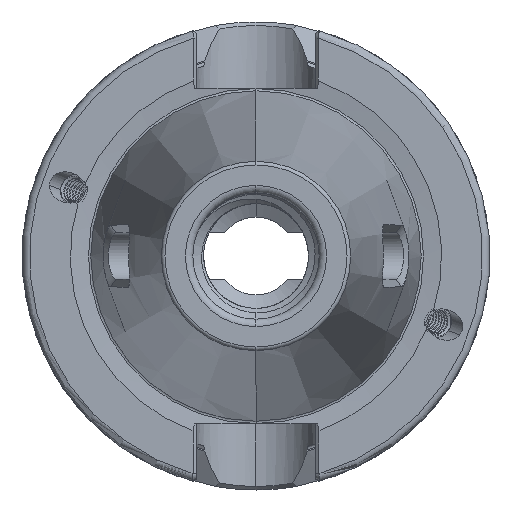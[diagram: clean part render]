
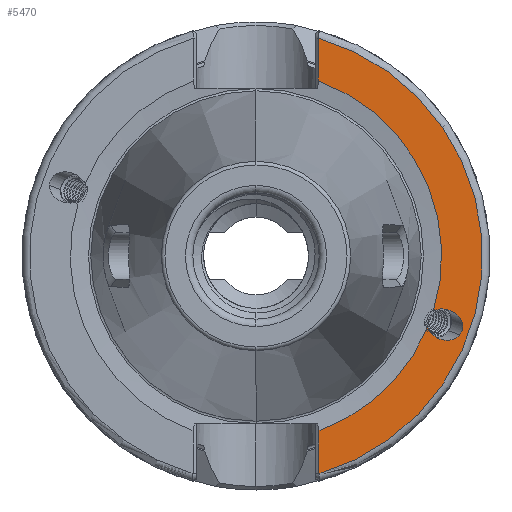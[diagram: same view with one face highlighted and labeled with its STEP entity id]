
A CAD part, left-side view. The second image highlights one B-rep face of the part: STEP entity #5470.
In plain terms, the highlighted planar face has unit normal (-1, 0, 0).
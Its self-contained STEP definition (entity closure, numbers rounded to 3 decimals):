
#2921 = CARTESIAN_POINT ( 'NONE',  ( 0., -23.056, -9.673 ) ) ;
#2933 = CARTESIAN_POINT ( 'NONE',  ( 0., -27.425, -10.605 ) ) ;
#3372 = DIRECTION ( 'NONE',  ( 0., 0., -1. ) ) ;
#3383 = CARTESIAN_POINT ( 'NONE',  ( 0., 0., 0. ) ) ;
#3384 = DIRECTION ( 'NONE',  ( 1., 0., 0. ) ) ;
#3833 = EDGE_LOOP ( 'NONE', ( #8588, #8584, #8595, #8611, #8570, #8627, #8618 ) ) ;
#3943 = AXIS2_PLACEMENT_3D ( 'NONE', #5907, #5914, #5892 ) ;
#4275 = CARTESIAN_POINT ( 'NONE',  ( 0., -8.395, 23.552 ) ) ;
#4277 = CARTESIAN_POINT ( 'NONE',  ( 0., -8.479, -23.521 ) ) ;
#4294 = CARTESIAN_POINT ( 'NONE',  ( 0., -23.88, -7.411 ) ) ;
#4455 = CARTESIAN_POINT ( 'NONE',  ( 0., -8.479, -29.298 ) ) ;
#4456 = CARTESIAN_POINT ( 'NONE',  ( 0., -8.395, 29.322 ) ) ;
#4722 = CARTESIAN_POINT ( 'NONE',  ( 0., -23.83, -11.634 ) ) ;
#4726 = CARTESIAN_POINT ( 'NONE',  ( 0., -27.425, -10.605 ) ) ;
#4749 = CARTESIAN_POINT ( 'NONE',  ( 0., -26.147, -12.129 ) ) ;
#4753 = CARTESIAN_POINT ( 'NONE',  ( 0., -23.056, -9.673 ) ) ;
#5470 = ADVANCED_FACE ( 'NONE', ( #8428 ), #5910, .T. ) ;
#5892 = DIRECTION ( 'NONE',  ( 0., 0., 1. ) ) ;
#5907 = CARTESIAN_POINT ( 'NONE',  ( 0., 25.003, 0. ) ) ;
#5910 = PLANE ( 'NONE',  #3943 ) ;
#5914 = DIRECTION ( 'NONE',  ( -1., 0., 0. ) ) ;
#7252 = VERTEX_POINT ( 'NONE', #2921 ) ;
#7288 = VERTEX_POINT ( 'NONE', #2933 ) ;
#7546 = AXIS2_PLACEMENT_3D ( 'NONE', #9338, #9375, #9341 ) ;
#7549 = AXIS2_PLACEMENT_3D ( 'NONE', #3383, #3384, #3372 ) ;
#7584 = AXIS2_PLACEMENT_3D ( 'NONE', #10023, #10013, #10003 ) ;
#7753 = CIRCLE ( 'NONE', #7584, 30.5 ) ;
#7775 = LINE ( 'NONE', #9040, #7776 ) ;
#7776 = VECTOR ( 'NONE', #9067, 1000. ) ;
#8100 = CIRCLE ( 'NONE', #7549, 25.003 ) ;
#8166 = CIRCLE ( 'NONE', #7546, 25.003 ) ;
#8202 = VECTOR ( 'NONE', #9827, 1000. ) ;
#8209 = LINE ( 'NONE', #9842, #8202 ) ;
#8428 = FACE_OUTER_BOUND ( 'NONE', #3833, .T. ) ;
#8570 = ORIENTED_EDGE ( 'NONE', *, *, #10180, .T. ) ;
#8584 = ORIENTED_EDGE ( 'NONE', *, *, #10053, .T. ) ;
#8588 = ORIENTED_EDGE ( 'NONE', *, *, #10317, .F. ) ;
#8595 = ORIENTED_EDGE ( 'NONE', *, *, #10243, .T. ) ;
#8611 = ORIENTED_EDGE ( 'NONE', *, *, #10217, .F. ) ;
#8618 = ORIENTED_EDGE ( 'NONE', *, *, #10173, .F. ) ;
#8627 = ORIENTED_EDGE ( 'NONE', *, *, #10101, .T. ) ;
#8826 =( BOUNDED_CURVE ( )  B_SPLINE_CURVE ( 3, ( #9749, #9757, #9792, #9789 ),
 .UNSPECIFIED., .F., .F. ) 
 B_SPLINE_CURVE_WITH_KNOTS ( ( 4, 4 ),
 ( 2.852, 5.656 ),
 .UNSPECIFIED. ) 
 CURVE ( )  GEOMETRIC_REPRESENTATION_ITEM ( )  RATIONAL_B_SPLINE_CURVE ( ( 1., 0.445, 0.445, 1. ) ) 
 REPRESENTATION_ITEM ( '' )  );
#8905 =( BOUNDED_CURVE ( )  B_SPLINE_CURVE ( 3, ( #4753, #4722, #4749, #4726 ),
 .UNSPECIFIED., .F., .F. ) 
 B_SPLINE_CURVE_WITH_KNOTS ( ( 4, 4 ),
 ( 0.627, 2.852 ),
 .UNSPECIFIED. ) 
 CURVE ( )  GEOMETRIC_REPRESENTATION_ITEM ( )  RATIONAL_B_SPLINE_CURVE ( ( 1., 0.628, 0.628, 1. ) ) 
 REPRESENTATION_ITEM ( '' )  );
#9040 = CARTESIAN_POINT ( 'NONE',  ( 0., -8.479, -29.418 ) ) ;
#9067 = DIRECTION ( 'NONE',  ( 0., 0., -1. ) ) ;
#9338 = CARTESIAN_POINT ( 'NONE',  ( 0., 0., 0. ) ) ;
#9341 = DIRECTION ( 'NONE',  ( 0., 0., -1. ) ) ;
#9375 = DIRECTION ( 'NONE',  ( 1., 0., 0. ) ) ;
#9749 = CARTESIAN_POINT ( 'NONE',  ( 0., -27.425, -10.605 ) ) ;
#9757 = CARTESIAN_POINT ( 'NONE',  ( 0., -29.408, -8.242 ) ) ;
#9789 = CARTESIAN_POINT ( 'NONE',  ( 0., -23.88, -7.411 ) ) ;
#9792 = CARTESIAN_POINT ( 'NONE',  ( 0., -26.754, -5.851 ) ) ;
#9827 = DIRECTION ( 'NONE',  ( 0., 0., -1. ) ) ;
#9842 = CARTESIAN_POINT ( 'NONE',  ( 0., -8.395, 0. ) ) ;
#10003 = DIRECTION ( 'NONE',  ( 0., 0., -1. ) ) ;
#10013 = DIRECTION ( 'NONE',  ( 1., 0., 0. ) ) ;
#10023 = CARTESIAN_POINT ( 'NONE',  ( 0., 0., 0. ) ) ;
#10053 = EDGE_CURVE ( 'NONE', #7252, #11839, #8100, .T. ) ;
#10101 = EDGE_CURVE ( 'NONE', #11863, #11859, #8166, .T. ) ;
#10173 = EDGE_CURVE ( 'NONE', #7288, #11859, #8826, .T. ) ;
#10180 = EDGE_CURVE ( 'NONE', #13582, #11863, #8209, .T. ) ;
#10217 = EDGE_CURVE ( 'NONE', #13582, #13581, #7753, .T. ) ;
#10243 = EDGE_CURVE ( 'NONE', #11839, #13581, #7775, .T. ) ;
#10317 = EDGE_CURVE ( 'NONE', #7252, #7288, #8905, .T. ) ;
#11839 = VERTEX_POINT ( 'NONE', #4277 ) ;
#11859 = VERTEX_POINT ( 'NONE', #4294 ) ;
#11863 = VERTEX_POINT ( 'NONE', #4275 ) ;
#13581 = VERTEX_POINT ( 'NONE', #4455 ) ;
#13582 = VERTEX_POINT ( 'NONE', #4456 ) ;
